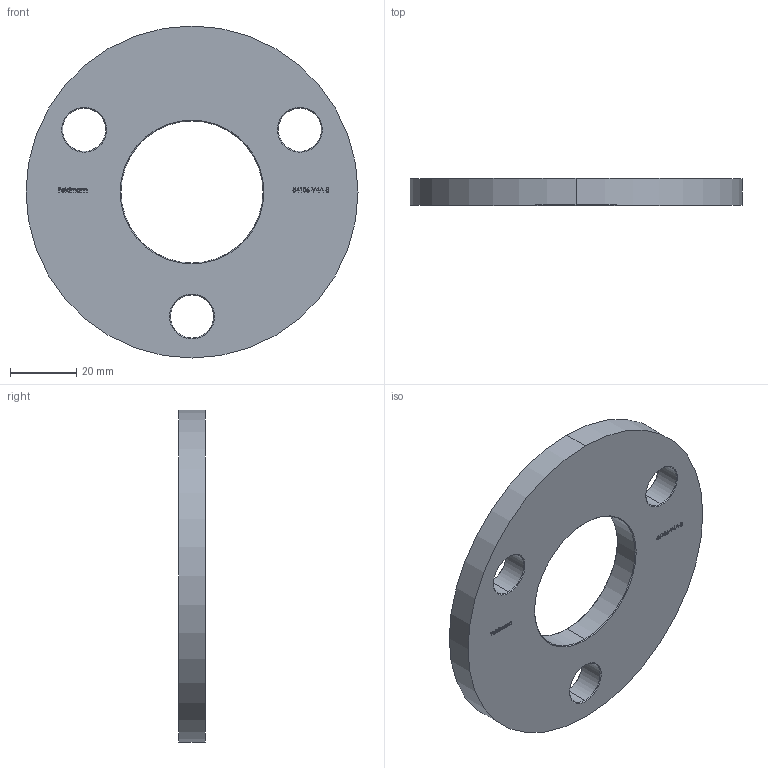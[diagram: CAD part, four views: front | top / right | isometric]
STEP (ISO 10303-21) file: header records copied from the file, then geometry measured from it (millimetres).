
FILE_DESCRIPTION (( 'STEP AP203' ), '1' );
FILE_NAME ('54106-V4A-8.step', '2020-10-21T10:59:15', ( '' ), ( '' ), 'SwSTEP 2.0', 'SolidWorks 2018', '' );
FILE_SCHEMA (( 'CONFIG_CONTROL_DESIGN' ));
Length unit declared in the file: millimetre
Products named in the file (2): 54106-V4A-8
Bounding box: 100 x 8 x 100 mm (x, y, z)
Volume: 48119.7 mm3; surface area: 16538.8 mm2
Topology: 1 solids, 1 shells, 269 faces, 698 edges, 460 vertices
Faces by surface type: plane 152, bspline 91, cone 16, cylinder 10
Entity records: 13157 total; most frequent: CARTESIAN_POINT 6992, ORIENTED_EDGE 1396, DIRECTION 912, EDGE_CURVE 698, LINE 480, VECTOR 480, VERTEX_POINT 460, EDGE_LOOP 306
